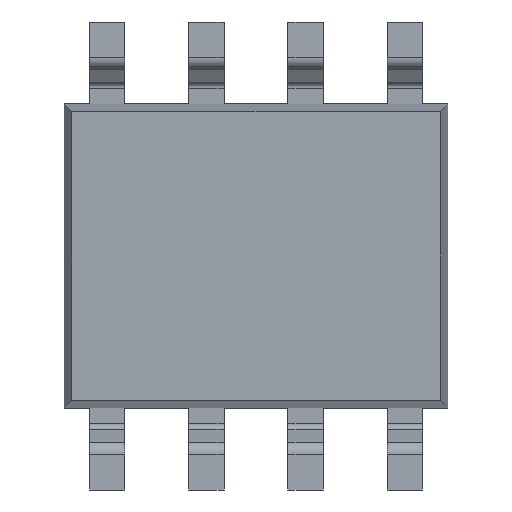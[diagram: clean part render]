
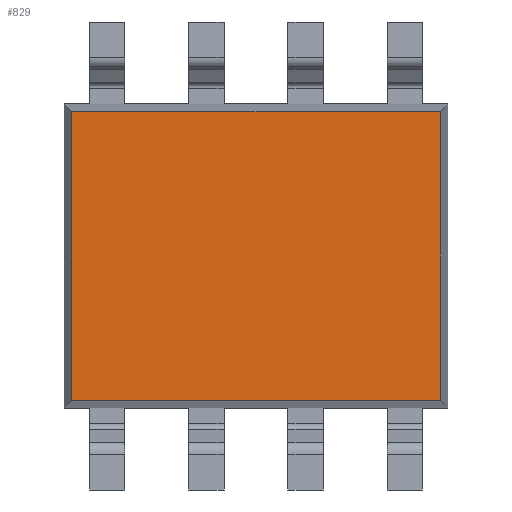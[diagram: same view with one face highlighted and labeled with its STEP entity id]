
A CAD part, front view. The second image highlights one B-rep face of the part: STEP entity #829.
In plain terms, the highlighted face is planar.
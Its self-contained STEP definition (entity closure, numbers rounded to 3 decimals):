
#53 = EDGE_CURVE ( 'NONE', #1026, #467, #837, .T. ) ;
#62 = ORIENTED_EDGE ( 'NONE', *, *, #2031, .T. ) ;
#103 = ORIENTED_EDGE ( 'NONE', *, *, #1050, .T. ) ;
#208 = DIRECTION ( 'NONE',  ( 0., 0., -1. ) ) ;
#247 = CARTESIAN_POINT ( 'NONE',  ( -2.36, 1.85, 0.15 ) ) ;
#373 = PLANE ( 'NONE',  #856 ) ;
#392 = CARTESIAN_POINT ( 'NONE',  ( 2.36, 0., 0.15 ) ) ;
#424 = DIRECTION ( 'NONE',  ( 0., -1., 0. ) ) ;
#437 = EDGE_CURVE ( 'NONE', #2018, #2211, #1680, .T. ) ;
#467 = VERTEX_POINT ( 'NONE', #247 ) ;
#491 = CARTESIAN_POINT ( 'NONE',  ( -2.36, -1.85, 0.15 ) ) ;
#737 = CARTESIAN_POINT ( 'NONE',  ( 0., 1.85, 0.15 ) ) ;
#740 = VECTOR ( 'NONE', #2012, 1000. ) ;
#752 = DIRECTION ( 'NONE',  ( -1., 0., 0. ) ) ;
#829 = ADVANCED_FACE ( 'NONE', ( #2028 ), #373, .T. ) ;
#837 = LINE ( 'NONE', #1377, #1773 ) ;
#856 = AXIS2_PLACEMENT_3D ( 'NONE', #2169, #208, #931 ) ;
#903 = LINE ( 'NONE', #1631, #2279 ) ;
#931 = DIRECTION ( 'NONE',  ( -1., 0., 0. ) ) ;
#932 = EDGE_LOOP ( 'NONE', ( #2087, #103, #1362, #62 ) ) ;
#940 = CARTESIAN_POINT ( 'NONE',  ( 2.36, 1.85, 0.15 ) ) ;
#1026 = VERTEX_POINT ( 'NONE', #491 ) ;
#1050 = EDGE_CURVE ( 'NONE', #467, #2018, #1642, .T. ) ;
#1362 = ORIENTED_EDGE ( 'NONE', *, *, #437, .T. ) ;
#1377 = CARTESIAN_POINT ( 'NONE',  ( -2.36, 0., 0.15 ) ) ;
#1631 = CARTESIAN_POINT ( 'NONE',  ( 0., -1.85, 0.15 ) ) ;
#1642 = LINE ( 'NONE', #737, #740 ) ;
#1680 = LINE ( 'NONE', #392, #2037 ) ;
#1773 = VECTOR ( 'NONE', #2290, 1000. ) ;
#2012 = DIRECTION ( 'NONE',  ( 1., 0., 0. ) ) ;
#2018 = VERTEX_POINT ( 'NONE', #940 ) ;
#2028 = FACE_OUTER_BOUND ( 'NONE', #932, .T. ) ;
#2031 = EDGE_CURVE ( 'NONE', #2211, #1026, #903, .T. ) ;
#2037 = VECTOR ( 'NONE', #424, 1000. ) ;
#2087 = ORIENTED_EDGE ( 'NONE', *, *, #53, .T. ) ;
#2169 = CARTESIAN_POINT ( 'NONE',  ( 0., 0., 0.15 ) ) ;
#2211 = VERTEX_POINT ( 'NONE', #2330 ) ;
#2279 = VECTOR ( 'NONE', #752, 1000. ) ;
#2290 = DIRECTION ( 'NONE',  ( 0., 1., 0. ) ) ;
#2330 = CARTESIAN_POINT ( 'NONE',  ( 2.36, -1.85, 0.15 ) ) ;
